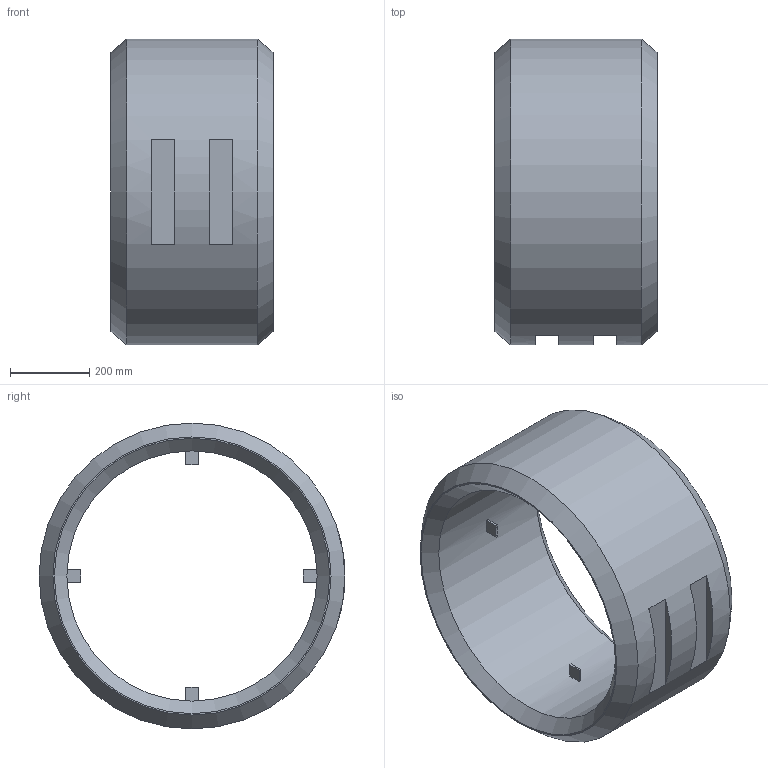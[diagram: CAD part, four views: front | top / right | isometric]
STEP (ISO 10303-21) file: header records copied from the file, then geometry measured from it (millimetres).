
FILE_DESCRIPTION(/* description */ ('PE E-Coupler, Ø630, SDR11/17'),/* implementation_level */ '2;1');
FILE_NAME(/* name */ 'MEL11-RC-630',/* time_stamp */ '2021-09-21T16:48:17+02:00',/* author */ ('COAB Solutions'),/* organization */ ('GPA Flowsystem'),/* preprocessor_version */ '',/* originating_system */ 'www.coabsolutions.com',/* authorisation */ '');
FILE_SCHEMA (('AUTOMOTIVE_DESIGN { 1 0 10303 214 3 1 1 }'));
Length unit declared in the file: millimetre
Products named in the file (1): MEL11-RC-630  SDR 17-11 MOP 16bar_5
Bounding box: 410 x 770 x 770 mm (x, y, z)
Volume: 57266834.9 mm3; surface area: 1956507.4 mm2
Topology: 1 solids, 1 shells, 34 faces, 83 edges, 54 vertices
Faces by surface type: plane 24, cylinder 6, cone 4
Full cylindrical faces by diameter (mm): 630 x1, 770 x1
Entity records: 1048 total; most frequent: DIRECTION 187, CARTESIAN_POINT 172, ORIENTED_EDGE 166, EDGE_CURVE 83, AXIS2_PLACEMENT_3D 69, VERTEX_POINT 54, LINE 49, VECTOR 49
